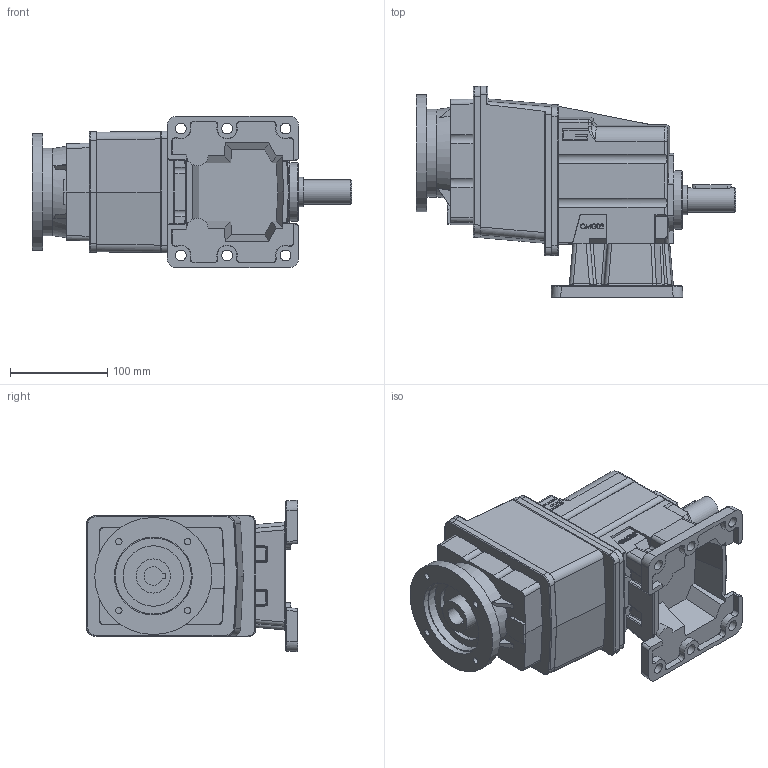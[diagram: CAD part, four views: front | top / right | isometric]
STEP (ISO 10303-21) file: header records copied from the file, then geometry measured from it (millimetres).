
FILE_DESCRIPTION( ( 'Unknown' ), '1' );
FILE_NAME( 'A9D331F93DC0E4FCF67D485B1734158.3d.stp', 'Unknown', ( 'Unknown' ), ( 'Unknown' ), 'PSStep 10.1', 'Unknown', ' ' );
FILE_SCHEMA( ( 'AUTOMOTIVE_DESIGN { 1 0 10303 214 1 1 1 1 }' ) );
Length unit declared in the file: millimetre
Products named in the file (1): G0201
Bounding box: 328 x 216.57 x 155.26 mm (x, y, z)
Volume: 3751126.2 mm3; surface area: 261212.2 mm2
Topology: 1 solids, 9 shells, 695 faces, 1804 edges, 1150 vertices
Faces by surface type: plane 362, cylinder 166, cone 60, bspline 52, extrusion 33, torus 18, sphere 4
Full cylindrical faces by diameter (mm): 6 x2, 6.6 x4, 6.647 x1, 11 x6, 25 x1, 30 x1, 35 x1, 52 x1, 60 x1, 62 x1, 78 x1, 80 x1, 90 x1, 120 x1
Entity records: 32869 total; most frequent: CARTESIAN_POINT 10732, ORIENTED_EDGE 3432, DIRECTION 3381, EDGE_CURVE 1716, AXIS2_PLACEMENT_3D 1170, VERTEX_POINT 1124, VECTOR 1041, LINE 1008
